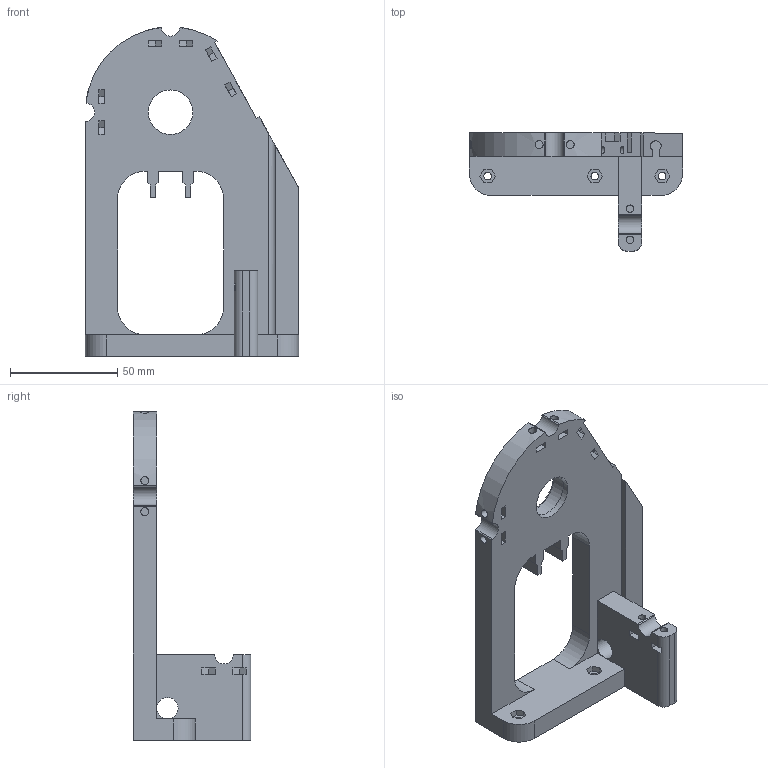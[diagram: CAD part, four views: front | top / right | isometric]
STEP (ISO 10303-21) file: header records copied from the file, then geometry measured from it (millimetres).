
FILE_DESCRIPTION(/* description */ ('Cycl_marcoDerechoX'),/* implementation_level */ '2;1');
FILE_NAME(/* name */ 'G004174_Cycl_marcoDerechoX.stp',/* time_stamp */ '2015-09-04T18:39:30+02:00',/* author */ ('jnazabal'),/* organization */ (''),/* preprocessor_version */ 'ST-DEVELOPER v15.6',/* originating_system */ 'Autodesk Inventor 2015',/* authorisation */ '');
FILE_SCHEMA (('AUTOMOTIVE_DESIGN { 1 0 10303 214 3 1 1 }'));
Length unit declared in the file: millimetre
Products named in the file (1): G004174_Cycl_marcoDerechoX
Bounding box: 99.5 x 55 x 153.46 mm (x, y, z)
Volume: 130537.8 mm3; surface area: 39010.5 mm2
Topology: 1 solids, 1 shells, 171 faces, 458 edges, 305 vertices
Faces by surface type: plane 128, cylinder 42, cone 1
Full cylindrical faces by diameter (mm): 3.4 x4, 3.5 x7, 3.75 x8, 10 x1, 20.8 x1, 22.5 x1
Entity records: 5314 total; most frequent: CARTESIAN_POINT 999, ORIENTED_EDGE 858, DIRECTION 856, EDGE_CURVE 429, LINE 340, VECTOR 340, VERTEX_POINT 299, AXIS2_PLACEMENT_3D 258
